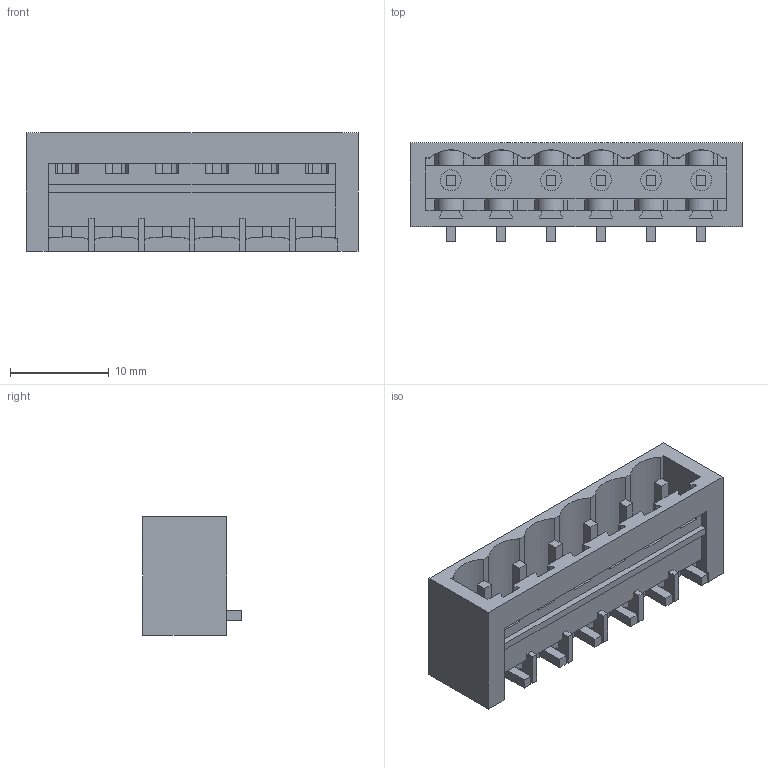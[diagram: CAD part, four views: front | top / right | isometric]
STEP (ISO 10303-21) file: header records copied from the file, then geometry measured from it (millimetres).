
FILE_DESCRIPTION(('CATIA V5 STEP Exchange','CAx-IF Rec.Pracs.--- Model Styling and Organization---1.2---2011-12-15'),'2;1');
FILE_NAME ('D1458298_0', '2017-07-11T10:56:11+00:00', ('none'), ('Weidmueller'), 'CATIA Version 5-6 Release 2014', 'CATIA V5 STEP AP214', 'none');
FILE_SCHEMA(('AUTOMOTIVE_DESIGN { 1 0 10303 214 1 1 1 1 }'));
Length unit declared in the file: millimetre
Products named in the file (1): 1877780000
Bounding box: 33.68 x 10 x 12 mm (x, y, z)
Volume: 1431.1 mm3; surface area: 3170.3 mm2
Topology: 7 solids, 7 shells, 342 faces, 1064 edges, 726 vertices
Faces by surface type: plane 288, cylinder 54
Entity records: 10995 total; most frequent: ORIENTED_EDGE 2128, CARTESIAN_POINT 2077, DIRECTION 1414, EDGE_CURVE 1064, VECTOR 913, LINE 913, VERTEX_POINT 726, EDGE_LOOP 356
